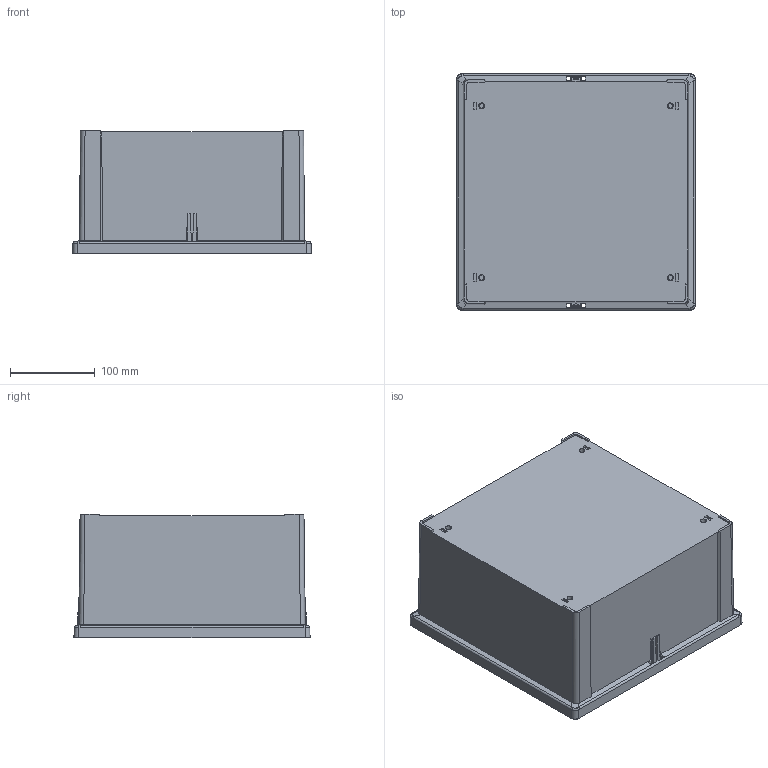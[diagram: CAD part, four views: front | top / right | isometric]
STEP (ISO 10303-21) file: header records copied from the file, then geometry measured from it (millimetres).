
FILE_DESCRIPTION (( 'STEP AP214' ), '1' );
FILE_NAME ('10x10_screw_base.STEP', '2009-04-01T10:24:59', ( '' ), ( '' ), 'SwSTEP 2.0', 'SolidWorks 2008', '' );
FILE_SCHEMA (( 'AUTOMOTIVE_DESIGN' ));
Length unit declared in the file: millimetre
Products named in the file (1): 10x10_screw_base
Bounding box: 282 x 278.9 x 145.75 mm (x, y, z)
Volume: 1056916.6 mm3; surface area: 465353.5 mm2
Topology: 1 solids, 3 shells, 511 faces, 1378 edges, 908 vertices
Faces by surface type: plane 326, cone 76, cylinder 65, bspline 44
Entity records: 17682 total; most frequent: CARTESIAN_POINT 5567, ORIENTED_EDGE 2756, DIRECTION 2175, EDGE_CURVE 1378, VECTOR 919, LINE 919, VERTEX_POINT 908, AXIS2_PLACEMENT_3D 628
